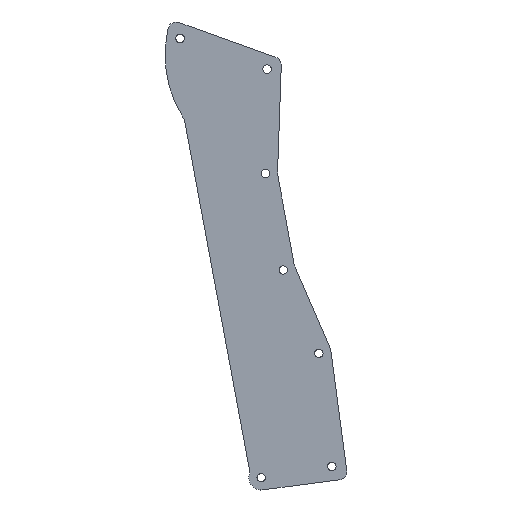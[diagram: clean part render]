
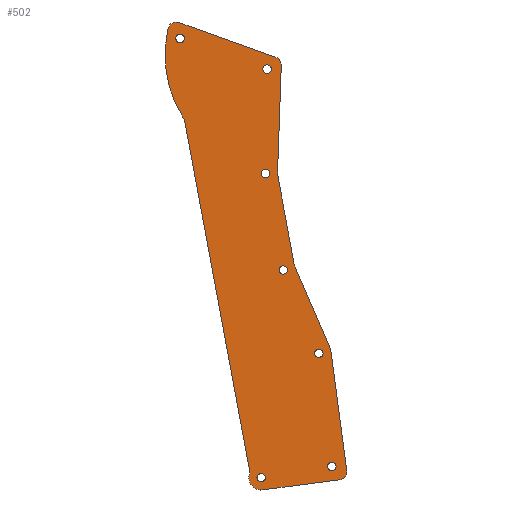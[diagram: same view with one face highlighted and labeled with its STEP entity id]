
A CAD part, top view. The second image highlights one B-rep face of the part: STEP entity #502.
In plain terms, the highlighted planar face has unit normal (0, 0, 1).
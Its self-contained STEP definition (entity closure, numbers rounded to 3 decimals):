
#15=FACE_BOUND('',#88,.T.);
#16=FACE_BOUND('',#89,.T.);
#17=FACE_BOUND('',#90,.T.);
#18=FACE_BOUND('',#91,.T.);
#19=FACE_BOUND('',#92,.T.);
#20=FACE_BOUND('',#93,.T.);
#21=FACE_BOUND('',#94,.T.);
#37=PLANE('',#577);
#62=FACE_OUTER_BOUND('',#87,.T.);
#87=EDGE_LOOP('',(#418,#419,#420,#421,#422,#423,#424,#425,#426,#427,#428,
#429,#430,#431,#432,#433));
#88=EDGE_LOOP('',(#434));
#89=EDGE_LOOP('',(#435));
#90=EDGE_LOOP('',(#436));
#91=EDGE_LOOP('',(#437));
#92=EDGE_LOOP('',(#438));
#93=EDGE_LOOP('',(#439));
#94=EDGE_LOOP('',(#440));
#113=LINE('',#786,#152);
#117=LINE('',#798,#156);
#121=LINE('',#810,#160);
#125=LINE('',#822,#164);
#129=LINE('',#834,#168);
#133=LINE('',#846,#172);
#137=LINE('',#858,#176);
#141=LINE('',#868,#180);
#152=VECTOR('',#641,10.);
#156=VECTOR('',#653,10.);
#160=VECTOR('',#665,10.);
#164=VECTOR('',#677,10.);
#168=VECTOR('',#689,10.);
#172=VECTOR('',#701,10.);
#176=VECTOR('',#713,10.);
#180=VECTOR('',#725,10.);
#181=CIRCLE('',#525,1.55);
#183=CIRCLE('',#528,1.55);
#185=CIRCLE('',#531,1.55);
#187=CIRCLE('',#534,1.55);
#189=CIRCLE('',#537,1.55);
#191=CIRCLE('',#540,1.55);
#193=CIRCLE('',#543,1.55);
#196=CIRCLE('',#547,4.5);
#198=CIRCLE('',#551,43.705);
#200=CIRCLE('',#555,3.);
#202=CIRCLE('',#559,3.);
#204=CIRCLE('',#563,7.);
#206=CIRCLE('',#567,7.);
#208=CIRCLE('',#571,3.);
#210=CIRCLE('',#575,3.);
#211=VERTEX_POINT('',#732);
#213=VERTEX_POINT('',#738);
#215=VERTEX_POINT('',#744);
#217=VERTEX_POINT('',#750);
#219=VERTEX_POINT('',#756);
#221=VERTEX_POINT('',#762);
#223=VERTEX_POINT('',#768);
#227=VERTEX_POINT('',#777);
#228=VERTEX_POINT('',#779);
#230=VERTEX_POINT('',#785);
#232=VERTEX_POINT('',#791);
#234=VERTEX_POINT('',#797);
#236=VERTEX_POINT('',#803);
#238=VERTEX_POINT('',#809);
#240=VERTEX_POINT('',#815);
#242=VERTEX_POINT('',#821);
#244=VERTEX_POINT('',#827);
#246=VERTEX_POINT('',#833);
#248=VERTEX_POINT('',#839);
#250=VERTEX_POINT('',#845);
#252=VERTEX_POINT('',#851);
#254=VERTEX_POINT('',#857);
#256=VERTEX_POINT('',#863);
#257=EDGE_CURVE('',#211,#211,#181,.T.);
#260=EDGE_CURVE('',#213,#213,#183,.T.);
#263=EDGE_CURVE('',#215,#215,#185,.T.);
#266=EDGE_CURVE('',#217,#217,#187,.T.);
#269=EDGE_CURVE('',#219,#219,#189,.T.);
#272=EDGE_CURVE('',#221,#221,#191,.T.);
#275=EDGE_CURVE('',#223,#223,#193,.T.);
#280=EDGE_CURVE('',#228,#227,#196,.T.);
#283=EDGE_CURVE('',#230,#228,#113,.T.);
#286=EDGE_CURVE('',#232,#230,#198,.T.);
#289=EDGE_CURVE('',#234,#232,#117,.T.);
#292=EDGE_CURVE('',#236,#234,#200,.T.);
#295=EDGE_CURVE('',#238,#236,#121,.T.);
#298=EDGE_CURVE('',#240,#238,#202,.T.);
#301=EDGE_CURVE('',#242,#240,#125,.T.);
#304=EDGE_CURVE('',#244,#242,#204,.T.);
#307=EDGE_CURVE('',#246,#244,#129,.T.);
#310=EDGE_CURVE('',#248,#246,#206,.T.);
#313=EDGE_CURVE('',#250,#248,#133,.T.);
#316=EDGE_CURVE('',#252,#250,#208,.T.);
#319=EDGE_CURVE('',#254,#252,#137,.T.);
#322=EDGE_CURVE('',#256,#254,#210,.T.);
#325=EDGE_CURVE('',#227,#256,#141,.T.);
#418=ORIENTED_EDGE('',*,*,#325,.T.);
#419=ORIENTED_EDGE('',*,*,#322,.T.);
#420=ORIENTED_EDGE('',*,*,#319,.T.);
#421=ORIENTED_EDGE('',*,*,#316,.T.);
#422=ORIENTED_EDGE('',*,*,#313,.T.);
#423=ORIENTED_EDGE('',*,*,#310,.T.);
#424=ORIENTED_EDGE('',*,*,#307,.T.);
#425=ORIENTED_EDGE('',*,*,#304,.T.);
#426=ORIENTED_EDGE('',*,*,#301,.T.);
#427=ORIENTED_EDGE('',*,*,#298,.T.);
#428=ORIENTED_EDGE('',*,*,#295,.T.);
#429=ORIENTED_EDGE('',*,*,#292,.T.);
#430=ORIENTED_EDGE('',*,*,#289,.T.);
#431=ORIENTED_EDGE('',*,*,#286,.T.);
#432=ORIENTED_EDGE('',*,*,#283,.T.);
#433=ORIENTED_EDGE('',*,*,#280,.T.);
#434=ORIENTED_EDGE('',*,*,#275,.T.);
#435=ORIENTED_EDGE('',*,*,#272,.T.);
#436=ORIENTED_EDGE('',*,*,#269,.T.);
#437=ORIENTED_EDGE('',*,*,#266,.T.);
#438=ORIENTED_EDGE('',*,*,#263,.T.);
#439=ORIENTED_EDGE('',*,*,#260,.T.);
#440=ORIENTED_EDGE('',*,*,#257,.T.);
#502=ADVANCED_FACE('',(#62,#15,#16,#17,#18,#19,#20,#21),#37,.T.);
#525=AXIS2_PLACEMENT_3D('',#733,#583,#584);
#528=AXIS2_PLACEMENT_3D('',#739,#590,#591);
#531=AXIS2_PLACEMENT_3D('',#745,#597,#598);
#534=AXIS2_PLACEMENT_3D('',#751,#604,#605);
#537=AXIS2_PLACEMENT_3D('',#757,#611,#612);
#540=AXIS2_PLACEMENT_3D('',#763,#618,#619);
#543=AXIS2_PLACEMENT_3D('',#769,#625,#626);
#547=AXIS2_PLACEMENT_3D('',#780,#635,#636);
#551=AXIS2_PLACEMENT_3D('',#792,#647,#648);
#555=AXIS2_PLACEMENT_3D('',#804,#659,#660);
#559=AXIS2_PLACEMENT_3D('',#816,#671,#672);
#563=AXIS2_PLACEMENT_3D('',#828,#683,#684);
#567=AXIS2_PLACEMENT_3D('',#840,#695,#696);
#571=AXIS2_PLACEMENT_3D('',#852,#707,#708);
#575=AXIS2_PLACEMENT_3D('',#864,#719,#720);
#577=AXIS2_PLACEMENT_3D('',#869,#726,#727);
#583=DIRECTION('center_axis',(0.,0.,
-1.));
#584=DIRECTION('ref_axis',(-1.,0.,0.));
#590=DIRECTION('center_axis',(0.,0.,
-1.));
#591=DIRECTION('ref_axis',(-1.,0.,0.));
#597=DIRECTION('center_axis',(0.,0.,
-1.));
#598=DIRECTION('ref_axis',(-1.,0.,0.));
#604=DIRECTION('center_axis',(0.,0.,
-1.));
#605=DIRECTION('ref_axis',(-1.,0.,0.));
#611=DIRECTION('center_axis',(0.,0.,
-1.));
#612=DIRECTION('ref_axis',(-1.,0.,0.));
#618=DIRECTION('center_axis',(0.,0.,
-1.));
#619=DIRECTION('ref_axis',(-1.,0.,0.));
#625=DIRECTION('center_axis',(0.,0.,
-1.));
#626=DIRECTION('ref_axis',(-1.,0.,0.));
#635=DIRECTION('center_axis',(0.,0.,
1.));
#636=DIRECTION('ref_axis',(-0.131,0.991,0.));
#641=DIRECTION('',(0.182,-0.983,0.));
#647=DIRECTION('center_axis',(0.,0.,
1.));
#648=DIRECTION('ref_axis',(-0.977,0.214,0.));
#653=DIRECTION('',(-0.338,-0.941,0.));
#659=DIRECTION('center_axis',(0.,0.,1.));
#660=DIRECTION('ref_axis',(0.338,0.941,0.));
#665=DIRECTION('',(-0.941,0.338,0.));
#671=DIRECTION('center_axis',(0.,0.,
1.));
#672=DIRECTION('ref_axis',(0.999,-0.035,0.));
#677=DIRECTION('',(0.035,0.999,0.));
#683=DIRECTION('center_axis',(0.,0.,
-1.));
#684=DIRECTION('ref_axis',(0.999,-0.035,0.));
#689=DIRECTION('',(-0.182,0.983,0.));
#695=DIRECTION('center_axis',(0.,0.,
-1.));
#696=DIRECTION('ref_axis',(0.983,0.182,0.));
#701=DIRECTION('',(-0.395,0.919,0.));
#707=DIRECTION('center_axis',(0.,0.,
1.));
#708=DIRECTION('ref_axis',(0.991,0.131,0.));
#713=DIRECTION('',(-0.131,0.991,0.));
#719=DIRECTION('center_axis',(0.,0.,
1.));
#720=DIRECTION('ref_axis',(0.131,-0.991,0.));
#725=DIRECTION('',(0.991,0.131,0.));
#726=DIRECTION('center_axis',(0.,0.,
1.));
#727=DIRECTION('ref_axis',(1.,0.,0.));
#732=CARTESIAN_POINT('',(31.136,-35.799,1.));
#733=CARTESIAN_POINT('Origin',(29.586,-35.799,1.));
#738=CARTESIAN_POINT('',(12.085,68.747,1.));
#739=CARTESIAN_POINT('Origin',(10.535,68.747,1.));
#744=CARTESIAN_POINT('',(18.04,-5.154,1.));
#745=CARTESIAN_POINT('Origin',(16.49,-5.154,1.));
#750=CARTESIAN_POINT('',(11.473,30.352,1.));
#751=CARTESIAN_POINT('Origin',(9.923,30.352,1.));
#756=CARTESIAN_POINT('',(9.915,-81.58,1.));
#757=CARTESIAN_POINT('Origin',(8.365,-81.58,1.));
#762=CARTESIAN_POINT('',(-19.918,80.037,1.));
#763=CARTESIAN_POINT('Origin',(-21.468,80.037,1.));
#768=CARTESIAN_POINT('',(35.915,-77.412,1.));
#769=CARTESIAN_POINT('Origin',(34.365,-77.412,1.));
#777=CARTESIAN_POINT('',(8.953,-86.042,1.));
#779=CARTESIAN_POINT('',(4.237,-79.788,1.));
#780=CARTESIAN_POINT('Origin',(8.365,-81.58,1.));
#785=CARTESIAN_POINT('',(-19.805,49.968,1.));
#786=CARTESIAN_POINT('',(-19.805,49.968,1.));
#791=CARTESIAN_POINT('',(-25.991,83.354,1.));
#792=CARTESIAN_POINT('Origin',(16.701,73.998,1.));
#797=CARTESIAN_POINT('',(-25.725,84.096,1.));
#798=CARTESIAN_POINT('',(-25.725,84.096,1.));
#803=CARTESIAN_POINT('',(-21.886,85.903,1.));
#804=CARTESIAN_POINT('Origin',(-22.902,83.08,1.));
#809=CARTESIAN_POINT('',(13.775,73.078,1.));
#810=CARTESIAN_POINT('',(13.775,73.078,1.));
#815=CARTESIAN_POINT('',(15.758,70.152,1.));
#816=CARTESIAN_POINT('Origin',(12.76,70.255,1.));
#821=CARTESIAN_POINT('',(14.405,30.956,1.));
#822=CARTESIAN_POINT('',(14.405,30.956,1.));
#827=CARTESIAN_POINT('',(14.517,29.443,1.));
#828=CARTESIAN_POINT('Origin',(21.401,30.715,1.));
#833=CARTESIAN_POINT('',(20.44,-2.617,1.));
#834=CARTESIAN_POINT('',(20.44,-2.617,1.));
#839=CARTESIAN_POINT('',(20.892,-4.11,1.));
#840=CARTESIAN_POINT('Origin',(27.323,-1.346,1.));
#845=CARTESIAN_POINT('',(33.829,-34.205,1.));
#846=CARTESIAN_POINT('',(33.829,-34.205,1.));
#851=CARTESIAN_POINT('',(34.047,-34.997,1.));
#852=CARTESIAN_POINT('Origin',(31.073,-35.389,1.));
#857=CARTESIAN_POINT('',(39.844,-78.941,1.));
#858=CARTESIAN_POINT('',(39.844,-78.941,1.));
#863=CARTESIAN_POINT('',(37.262,-82.307,1.));
#864=CARTESIAN_POINT('Origin',(36.87,-79.333,1.));
#868=CARTESIAN_POINT('',(8.953,-86.042,1.));
#869=CARTESIAN_POINT('Origin',(6.433,0.,1.));
